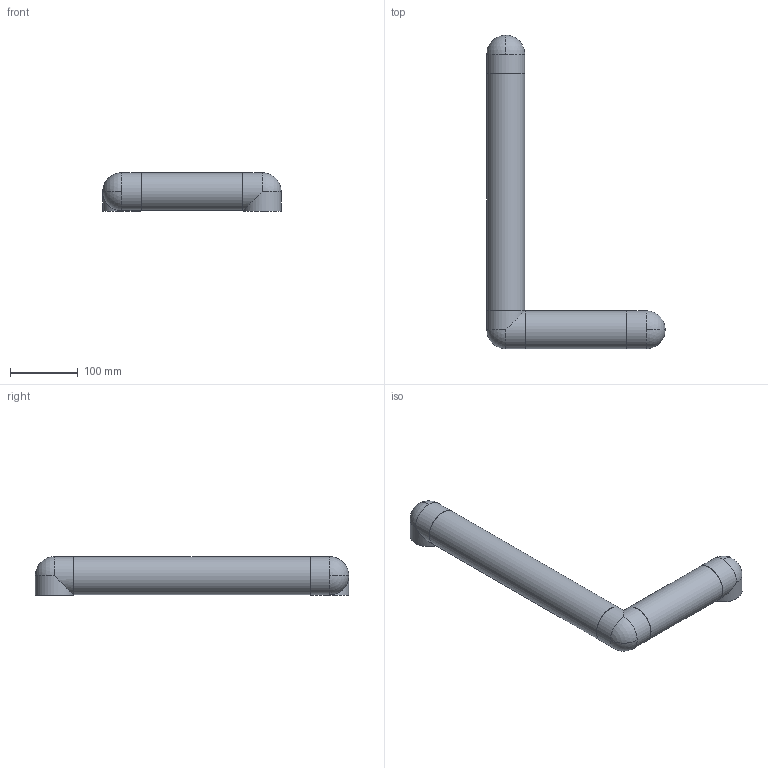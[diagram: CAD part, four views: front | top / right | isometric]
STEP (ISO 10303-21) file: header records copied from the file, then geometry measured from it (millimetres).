
FILE_DESCRIPTION(('FreeCAD Model'),'2;1');
FILE_NAME('Open CASCADE Shape Model','2023-11-09T14:38:32',(''),(''), 'Open CASCADE STEP processor 7.6','FreeCAD','Unknown');
FILE_SCHEMA(('AUTOMOTIVE_DESIGN { 1 0 10303 214 1 1 1 1 }'));
Length unit declared in the file: millimetre
Products named in the file (5): arm-subpart-angle; Cylinder002_001; Cylinder_001; arm-subpart-angle001; arm-subpart-angle002
Bounding box: 264 x 464 x 57 mm (x, y, z)
Volume: 1641224.1 mm3; surface area: 141187.4 mm2
Topology: 5 solids, 5 shells, 24 faces, 45 edges, 25 vertices
Faces by surface type: plane 10, cylinder 8, sphere 6
Full cylindrical faces by diameter (mm): 56 x8
Entity records: 1342 total; most frequent: CARTESIAN_POINT 263, DIRECTION 186, ORIENTED_EDGE 78, PCURVE 78, DEFINITIONAL_REPRESENTATION 78, LINE 64, VECTOR 64, AXIS2_PLACEMENT_3D 56
